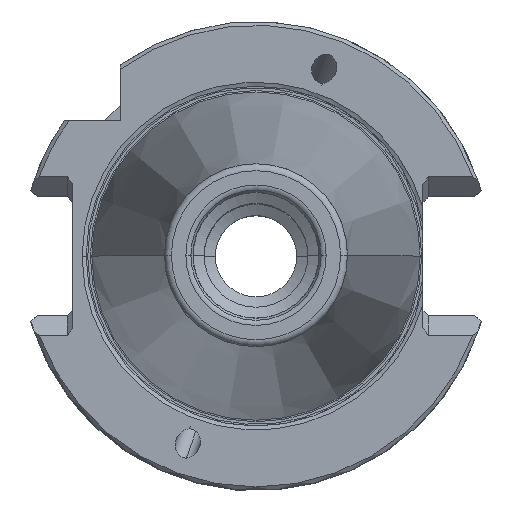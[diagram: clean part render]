
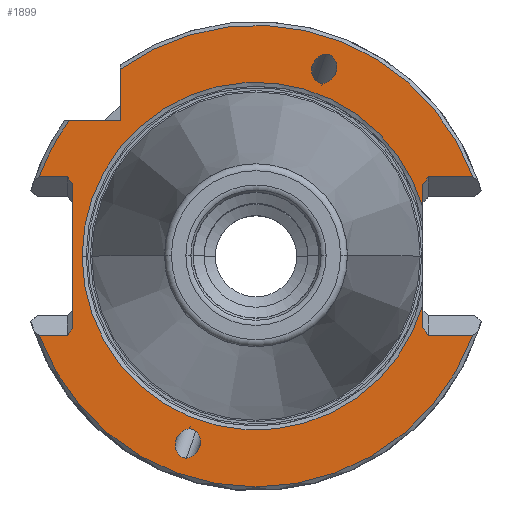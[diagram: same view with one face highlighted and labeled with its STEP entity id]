
A CAD part, top view. The second image highlights one B-rep face of the part: STEP entity #1899.
In plain terms, the highlighted planar face has unit normal (0, 0, 1).
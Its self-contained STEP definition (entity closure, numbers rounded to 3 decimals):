
#1265=VERTEX_POINT('NONE',#3338);
#1341=EDGE_CURVE('NONE',#1573,#1265,#3424,.T.);
#1357=VERTEX_POINT('NONE',#3443);
#1361=VERTEX_POINT('NONE',#3447);
#1389=VERTEX_POINT('NONE',#3477);
#1399=VERTEX_POINT('NONE',#3488);
#1411=VERTEX_POINT('NONE',#3501);
#1573=VERTEX_POINT('NONE',#3680);
#1673=EDGE_CURVE('NONE',#1573,#1747,#3796,.T.);
#1691=VERTEX_POINT('NONE',#3816);
#1747=VERTEX_POINT('NONE',#3875);
#1825=EDGE_CURVE('NONE',#2611,#2821,#3956,.T.);
#1839=EDGE_CURVE('NONE',#2247,#1357,#3971,.T.);
#1899=ADVANCED_FACE('NONE',(#4036,#4037,#4038),#4039,.F.);
#1967=EDGE_CURVE('NONE',#2247,#2199,#4115,.T.);
#2045=EDGE_CURVE('NONE',#1691,#2955,#4202,.T.);
#2057=EDGE_CURVE('NONE',#1691,#1389,#4214,.T.);
#2081=VERTEX_POINT('NONE',#4239);
#2131=VERTEX_POINT('NONE',#4295);
#2139=EDGE_CURVE('NONE',#2981,#2611,#4303,.T.);
#2173=VERTEX_POINT('NONE',#4338);
#2191=EDGE_CURVE('NONE',#1265,#2131,#4359,.T.);
#2199=VERTEX_POINT('NONE',#4367);
#2213=EDGE_CURVE('NONE',#2955,#2421,#4381,.T.);
#2227=EDGE_CURVE('NONE',#2081,#1361,#4395,.T.);
#2247=VERTEX_POINT('NONE',#4418);
#2259=EDGE_CURVE('NONE',#2131,#2431,#4430,.T.);
#2293=EDGE_CURVE('NONE',#2339,#1411,#4466,.T.);
#2321=EDGE_CURVE('NONE',#1357,#2431,#4501,.T.);
#2339=VERTEX_POINT('NONE',#4519);
#2347=VERTEX_POINT('NONE',#4530);
#2421=VERTEX_POINT('NONE',#4615);
#2431=VERTEX_POINT('NONE',#4626);
#2451=EDGE_CURVE('NONE',#1411,#2339,#4648,.T.);
#2473=EDGE_CURVE('NONE',#2081,#2421,#4673,.T.);
#2537=EDGE_CURVE('NONE',#1389,#1747,#4742,.T.);
#2611=VERTEX_POINT('NONE',#4829);
#2637=EDGE_CURVE('NONE',#2981,#1361,#4858,.T.);
#2693=EDGE_CURVE('NONE',#2173,#2821,#4920,.T.);
#2755=EDGE_CURVE('NONE',#2199,#2173,#4989,.T.);
#2821=VERTEX_POINT('NONE',#5067);
#2929=EDGE_CURVE('NONE',#2347,#1399,#5184,.T.);
#2953=EDGE_CURVE('NONE',#1399,#2347,#5209,.T.);
#2955=VERTEX_POINT('NONE',#5211);
#2981=VERTEX_POINT('NONE',#5239);
#3338=CARTESIAN_POINT('',(23.35,10.75,-1.));
#3424=LINE('',#5855,#5856);
#3443=CARTESIAN_POINT('',(-23.536,0.,-1.));
#3447=CARTESIAN_POINT('',(-24.8,-9.689,-1.));
#3477=CARTESIAN_POINT('',(-18.35,18.35,-1.0));
#3488=CARTESIAN_POINT('',(9.452,27.347,-1.0));
#3501=CARTESIAN_POINT('',(-9.017,-23.397,-1.0));
#3680=CARTESIAN_POINT('',(29.343,10.75,-1.));
#3796=CIRCLE('',#6512,31.25);
#3816=CARTESIAN_POINT('',(-25.295,18.35,-1.0));
#3875=CARTESIAN_POINT('',(-18.35,25.295,-1.0));
#3956=CIRCLE('',#6798,31.25);
#3971=CIRCLE('',#6816,23.536);
#4036=FACE_OUTER_BOUND('',#6925,.T.);
#4037=FACE_BOUND('',#6926,.T.);
#4038=FACE_BOUND('',#6927,.T.);
#4039=PLANE('',#6928);
#4115=LINE('',#7030,#7031);
#4202=CIRCLE('',#7211,31.25);
#4214=LINE('',#7230,#7231);
#4239=CARTESIAN_POINT('',(-24.8,9.689,-1.));
#4295=CARTESIAN_POINT('',(22.6,9.689,-1.));
#4303=LINE('',#7391,#7392);
#4338=CARTESIAN_POINT('',(23.35,-10.75,-1.));
#4359=LINE('',#7474,#7475);
#4367=CARTESIAN_POINT('',(22.6,-9.689,-1.0));
#4381=LINE('',#7513,#7514);
#4395=LINE('',#7539,#7540);
#4418=CARTESIAN_POINT('',(22.6,-6.57,-1.));
#4430=LINE('',#7590,#7591);
#4466=(B_SPLINE_CURVE(3,(#7651,#7652,#7653,#7654),.UNSPECIFIED.,.F.,.F.)B_SPLINE_CURVE_WITH_KNOTS((4,4),(0.29,3.431),.UNSPECIFIED.)RATIONAL_B_SPLINE_CURVE((1.0,0.333,0.333,1.0))BOUNDED_CURVE()REPRESENTATION_ITEM('')GEOMETRIC_REPRESENTATION_ITEM()CURVE());
#4501=CIRCLE('',#7713,23.536);
#4519=CARTESIAN_POINT('',(-9.452,-27.347,-1.0));
#4530=CARTESIAN_POINT('',(9.017,23.397,-1.0));
#4615=CARTESIAN_POINT('',(-25.55,10.75,-1.));
#4626=CARTESIAN_POINT('',(22.6,6.57,-1.0));
#4648=(B_SPLINE_CURVE(3,(#7925,#7926,#7927,#7928),.UNSPECIFIED.,.F.,.F.)B_SPLINE_CURVE_WITH_KNOTS((4,4),(3.431,6.573),.UNSPECIFIED.)RATIONAL_B_SPLINE_CURVE((1.0,0.333,0.333,1.0))BOUNDED_CURVE()REPRESENTATION_ITEM('')GEOMETRIC_REPRESENTATION_ITEM()CURVE());
#4673=LINE('',#7967,#7968);
#4742=LINE('',#8118,#8119);
#4829=CARTESIAN_POINT('',(-29.343,-10.75,-1.));
#4858=LINE('',#8290,#8291);
#4920=LINE('',#8403,#8404);
#4989=LINE('',#8511,#8512);
#5067=CARTESIAN_POINT('',(29.343,-10.75,-1.));
#5184=(B_SPLINE_CURVE(3,(#8830,#8831,#8832,#8833),.UNSPECIFIED.,.F.,.F.)B_SPLINE_CURVE_WITH_KNOTS((4,4),(3.431,6.573),.UNSPECIFIED.)RATIONAL_B_SPLINE_CURVE((1.0,0.333,0.333,1.0))BOUNDED_CURVE()REPRESENTATION_ITEM('')GEOMETRIC_REPRESENTATION_ITEM()CURVE());
#5209=(B_SPLINE_CURVE(3,(#8881,#8882,#8883,#8884),.UNSPECIFIED.,.F.,.F.)B_SPLINE_CURVE_WITH_KNOTS((4,4),(0.29,3.431),.UNSPECIFIED.)RATIONAL_B_SPLINE_CURVE((1.0,0.333,0.333,1.0))BOUNDED_CURVE()REPRESENTATION_ITEM('')GEOMETRIC_REPRESENTATION_ITEM()CURVE());
#5211=CARTESIAN_POINT('',(-29.343,10.75,-1.));
#5239=CARTESIAN_POINT('',(-25.55,-10.75,-1.));
#5855=CARTESIAN_POINT('',(124.8,10.75,-1.));
#5856=VECTOR('',#9510,1000.0);
#6512=AXIS2_PLACEMENT_3D('',#9930,#9931,#9932);
#6798=AXIS2_PLACEMENT_3D('',#10046,#10047,#10048);
#6816=AXIS2_PLACEMENT_3D('',#10063,#10064,#10065);
#6925=EDGE_LOOP('',(#10130,#10131,#10132,#10133,#10134,#10135,#10136,#10137,#10138,#10139,#10140,#10141,#10142,#10143,#10144,#10145,#10146,#10147));
#6926=EDGE_LOOP('',(#10148,#10149));
#6927=EDGE_LOOP('',(#10150,#10151));
#6928=AXIS2_PLACEMENT_3D('',#10152,#10153,#10154);
#7030=CARTESIAN_POINT('',(22.6,0.,-1.0));
#7031=VECTOR('',#10259,1000.0);
#7211=AXIS2_PLACEMENT_3D('',#10370,#10371,#10372);
#7230=CARTESIAN_POINT('',(-38.35,18.35,-1.0));
#7231=VECTOR('',#10374,1000.0);
#7391=CARTESIAN_POINT('',(-61.2,-10.75,-1.));
#7392=VECTOR('',#10471,1000.0);
#7474=CARTESIAN_POINT('',(22.077,8.95,-1.));
#7475=VECTOR('',#10524,1000.0);
#7513=CARTESIAN_POINT('',(-61.2,10.75,-1.));
#7514=VECTOR('',#10536,1000.0);
#7539=CARTESIAN_POINT('',(-24.8,0.,-1.0));
#7540=VECTOR('',#10545,1000.0);
#7590=CARTESIAN_POINT('',(22.6,0.,-1.0));
#7591=VECTOR('',#10575,1000.0);
#7651=CARTESIAN_POINT('',(-9.452,-27.347,-1.0));
#7652=CARTESIAN_POINT('',(-6.086,-27.347,-1.0));
#7653=CARTESIAN_POINT('',(-5.652,-23.397,-1.0));
#7654=CARTESIAN_POINT('',(-9.017,-23.397,-1.0));
#7713=AXIS2_PLACEMENT_3D('',#10665,#10666,#10667);
#7925=CARTESIAN_POINT('',(-9.017,-23.397,-1.0));
#7926=CARTESIAN_POINT('',(-12.383,-23.397,-1.0));
#7927=CARTESIAN_POINT('',(-12.817,-27.347,-1.0));
#7928=CARTESIAN_POINT('',(-9.452,-27.347,-1.0));
#7967=CARTESIAN_POINT('',(-18.12,0.243,-1.));
#7968=VECTOR('',#10899,1000.0);
#8118=CARTESIAN_POINT('',(-18.35,18.35,-1.0));
#8119=VECTOR('',#10967,1000.0);
#8290=CARTESIAN_POINT('',(-18.12,-0.243,-1.));
#8291=VECTOR('',#11127,1000.0);
#8403=CARTESIAN_POINT('',(124.8,-10.75,-1.));
#8404=VECTOR('',#11206,1000.0);
#8511=CARTESIAN_POINT('',(22.077,-8.95,-1.));
#8512=VECTOR('',#11295,1000.0);
#8830=CARTESIAN_POINT('',(9.017,23.397,-1.0));
#8831=CARTESIAN_POINT('',(12.383,23.397,-1.0));
#8832=CARTESIAN_POINT('',(12.817,27.347,-1.0));
#8833=CARTESIAN_POINT('',(9.452,27.347,-1.0));
#8881=CARTESIAN_POINT('',(9.452,27.347,-1.0));
#8882=CARTESIAN_POINT('',(6.086,27.347,-1.0));
#8883=CARTESIAN_POINT('',(5.652,23.397,-1.0));
#8884=CARTESIAN_POINT('',(9.017,23.397,-1.0));
#9510=DIRECTION('',(-1.0,0.,0.0));
#9930=CARTESIAN_POINT('',(0.0,0.0,-1.));
#9931=DIRECTION('',(0.0,-0.0,1.0));
#9932=DIRECTION('',(1.0,0.,0.0));
#10046=CARTESIAN_POINT('',(0.0,0.0,-1.));
#10047=DIRECTION('',(0.0,-0.0,1.0));
#10048=DIRECTION('',(1.0,0.,0.0));
#10063=CARTESIAN_POINT('',(0.0,0.0,-1.));
#10064=DIRECTION('',(0.0,0.0,-1.0));
#10065=DIRECTION('',(1.0,0.,0.0));
#10130=ORIENTED_EDGE('',*,*,#2057,.F.);
#10131=ORIENTED_EDGE('',*,*,#2045,.T.);
#10132=ORIENTED_EDGE('',*,*,#2213,.T.);
#10133=ORIENTED_EDGE('',*,*,#2473,.F.);
#10134=ORIENTED_EDGE('',*,*,#2227,.T.);
#10135=ORIENTED_EDGE('',*,*,#2637,.F.);
#10136=ORIENTED_EDGE('',*,*,#2139,.T.);
#10137=ORIENTED_EDGE('',*,*,#1825,.T.);
#10138=ORIENTED_EDGE('',*,*,#2693,.F.);
#10139=ORIENTED_EDGE('',*,*,#2755,.F.);
#10140=ORIENTED_EDGE('',*,*,#1967,.F.);
#10141=ORIENTED_EDGE('',*,*,#1839,.T.);
#10142=ORIENTED_EDGE('',*,*,#2321,.T.);
#10143=ORIENTED_EDGE('',*,*,#2259,.F.);
#10144=ORIENTED_EDGE('',*,*,#2191,.F.);
#10145=ORIENTED_EDGE('',*,*,#1341,.F.);
#10146=ORIENTED_EDGE('',*,*,#1673,.T.);
#10147=ORIENTED_EDGE('',*,*,#2537,.F.);
#10148=ORIENTED_EDGE('',*,*,#2929,.F.);
#10149=ORIENTED_EDGE('',*,*,#2953,.F.);
#10150=ORIENTED_EDGE('',*,*,#2451,.F.);
#10151=ORIENTED_EDGE('',*,*,#2293,.F.);
#10152=CARTESIAN_POINT('',(0.,-32.5,-1.));
#10153=DIRECTION('',(0.0,0.0,-1.0));
#10154=DIRECTION('',(-1.0,0.0,0.0));
#10259=DIRECTION('',(0.,-1.0,-0.0));
#10370=CARTESIAN_POINT('',(0.0,0.0,-1.));
#10371=DIRECTION('',(0.0,-0.0,1.0));
#10372=DIRECTION('',(1.0,0.,0.0));
#10374=DIRECTION('',(1.0,0.,0.0));
#10471=DIRECTION('',(-1.0,0.,0.0));
#10524=DIRECTION('',(-0.577,-0.816,0.0));
#10536=DIRECTION('',(1.0,0.,0.0));
#10545=DIRECTION('',(0.,-1.0,-0.0));
#10575=DIRECTION('',(0.,-1.0,-0.0));
#10665=CARTESIAN_POINT('',(0.0,0.0,-1.));
#10666=DIRECTION('',(0.0,0.0,-1.0));
#10667=DIRECTION('',(1.0,0.,0.0));
#10899=DIRECTION('',(-0.577,0.816,0.0));
#10967=DIRECTION('',(0.,1.0,0.0));
#11127=DIRECTION('',(0.577,0.816,0.0));
#11206=DIRECTION('',(1.0,0.,0.0));
#11295=DIRECTION('',(0.577,-0.816,0.0));
